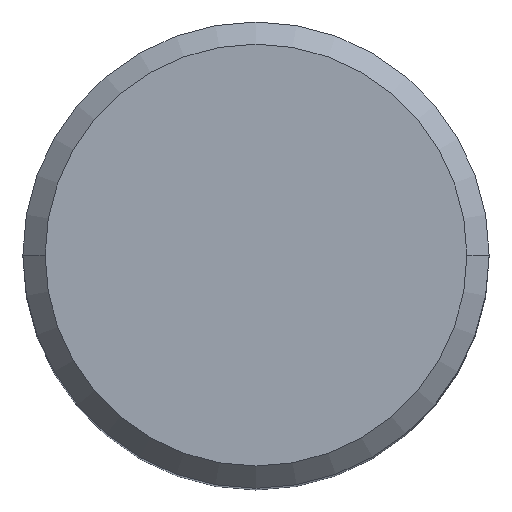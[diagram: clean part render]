
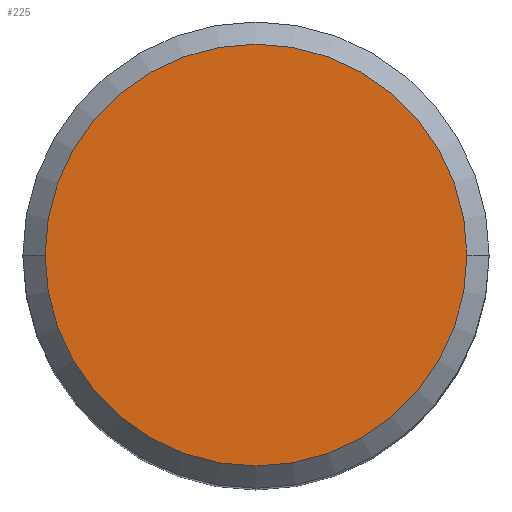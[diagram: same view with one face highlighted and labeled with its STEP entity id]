
A CAD part, top view. The second image highlights one B-rep face of the part: STEP entity #225.
In plain terms, the highlighted planar face has unit normal (0, 0, 1).
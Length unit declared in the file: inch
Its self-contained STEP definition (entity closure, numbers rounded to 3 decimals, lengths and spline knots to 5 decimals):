
#8 = ORIENTED_EDGE ( 'NONE', *, *, #14, .T. ) ;
#11 = DIRECTION ( 'NONE',  ( 0., 0., 1. ) ) ;
#14 = EDGE_CURVE ( 'NONE', #442, #450, #117, .T. ) ;
#23 = CIRCLE ( 'NONE', #287, 0.1425 ) ;
#51 = CARTESIAN_POINT ( 'NONE',  ( -0.1425, 0., 0. ) ) ;
#56 = DIRECTION ( 'NONE',  ( 1., 0., 0. ) ) ;
#117 = CIRCLE ( 'NONE', #381, 0.1425 ) ;
#141 = EDGE_LOOP ( 'NONE', ( #8, #426 ) ) ;
#156 = CARTESIAN_POINT ( 'NONE',  ( 0., 0.1425, 0. ) ) ;
#168 = CARTESIAN_POINT ( 'NONE',  ( 0.1425, 0., 0. ) ) ;
#196 = DIRECTION ( 'NONE',  ( 1., 0., 0. ) ) ;
#201 = DIRECTION ( 'NONE',  ( -1., 0., 0. ) ) ;
#225 = ADVANCED_FACE ( 'NONE', ( #261 ), #399, .F. ) ;
#258 = AXIS2_PLACEMENT_3D ( 'NONE', #156, #431, #201 ) ;
#261 = FACE_OUTER_BOUND ( 'NONE', #141, .T. ) ;
#276 = CARTESIAN_POINT ( 'NONE',  ( 0., 0., 0. ) ) ;
#287 = AXIS2_PLACEMENT_3D ( 'NONE', #456, #11, #196 ) ;
#312 = EDGE_CURVE ( 'NONE', #450, #442, #23, .T. ) ;
#381 = AXIS2_PLACEMENT_3D ( 'NONE', #276, #416, #56 ) ;
#399 = PLANE ( 'NONE',  #258 ) ;
#416 = DIRECTION ( 'NONE',  ( 0., 0., 1. ) ) ;
#426 = ORIENTED_EDGE ( 'NONE', *, *, #312, .T. ) ;
#431 = DIRECTION ( 'NONE',  ( 0., 0., -1. ) ) ;
#442 = VERTEX_POINT ( 'NONE', #51 ) ;
#450 = VERTEX_POINT ( 'NONE', #168 ) ;
#456 = CARTESIAN_POINT ( 'NONE',  ( 0., 0., 0. ) ) ;
